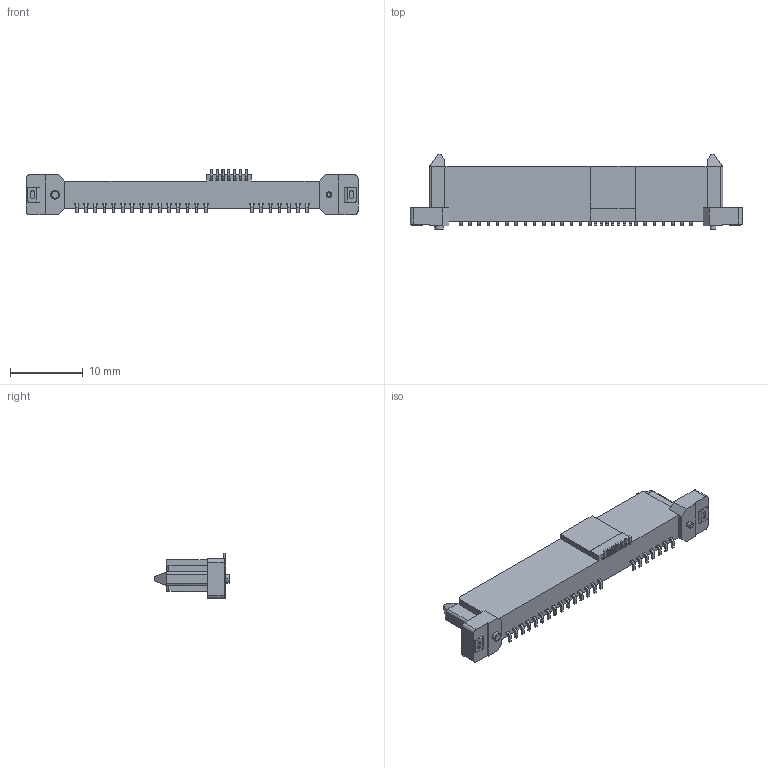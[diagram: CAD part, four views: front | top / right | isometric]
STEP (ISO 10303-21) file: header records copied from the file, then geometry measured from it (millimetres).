
FILE_DESCRIPTION((''),'2;1');
FILE_NAME('10120818-001','2012-10-02T',('loogl'),('FCI - CDC Division'),'PRO/ENGINEER BY PARAMETRIC TECHNOLOGY CORPORATION, 2008010','PRO/ENGINEER BY PARAMETRIC TECHNOLOGY CORPORATION, 2008010','');
FILE_SCHEMA(('CONFIG_CONTROL_DESIGN'));
Length unit declared in the file: millimetre
Products named in the file (1): 10120818-001
Bounding box: 45.75 x 10.45 x 6.27 mm (x, y, z)
Volume: 952.9 mm3; surface area: 1549.1 mm2
Topology: 1 solids, 1 shells, 728 faces, 2058 edges, 1368 vertices
Faces by surface type: plane 408, cylinder 188, torus 78, bspline 50, cone 4
Entity records: 25558 total; most frequent: CARTESIAN_POINT 7110, ORIENTED_EDGE 4116, DIRECTION 3523, EDGE_CURVE 2058, VERTEX_POINT 1368, AXIS2_PLACEMENT_3D 1178, VECTOR 1167, LINE 1167
